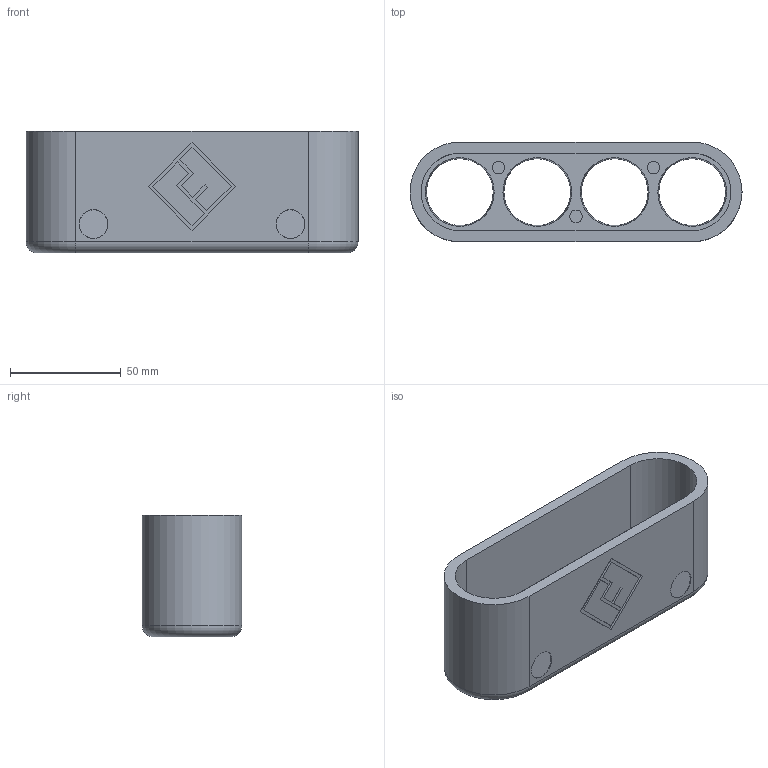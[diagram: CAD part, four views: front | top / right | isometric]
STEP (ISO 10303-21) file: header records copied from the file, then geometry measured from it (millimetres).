
FILE_DESCRIPTION(/* description */ (''),/* implementation_level */ '2;1');
FILE_NAME(/* name */ 'Nixie Clock for 3D Print v1.1.step',/* time_stamp */ '2025-10-16T15:53:58+02:00',/* author */ (''),/* organization */ (''),/* preprocessor_version */ 'ST-DEVELOPER v20.1',/* originating_system */ 'Autodesk Translation Framework v14.17.0.0',/* authorisation */ '');
FILE_SCHEMA (('AUTOMOTIVE_DESIGN { 1 0 10303 214 3 1 1 }'));
Length unit declared in the file: millimetre
Products named in the file (1): Nixie Clock for 3D Print
Bounding box: 150 x 45 x 55 mm (x, y, z)
Volume: 123074.3 mm3; surface area: 44618.9 mm2
Topology: 1 solids, 1 shells, 56 faces, 127 edges, 82 vertices
Faces by surface type: plane 35, cylinder 11, torus 6, cone 4
Full cylindrical faces by diameter (mm): 5.7 x3, 13 x2
Entity records: 1616 total; most frequent: DIRECTION 281, CARTESIAN_POINT 266, ORIENTED_EDGE 254, EDGE_CURVE 127, AXIS2_PLACEMENT_3D 97, LINE 87, VECTOR 87, VERTEX_POINT 82
